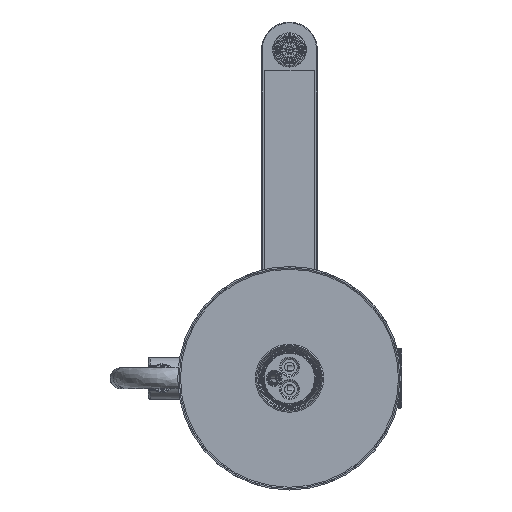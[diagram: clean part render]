
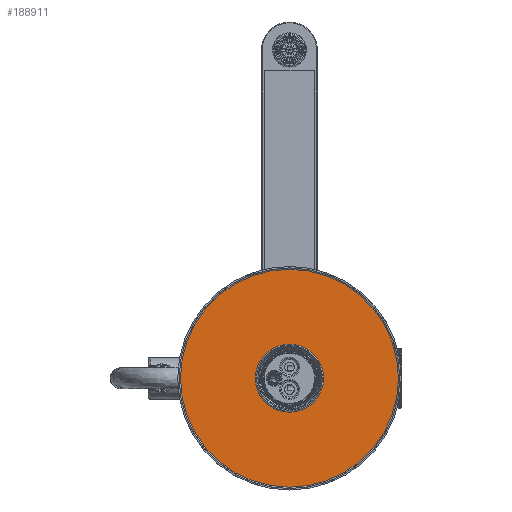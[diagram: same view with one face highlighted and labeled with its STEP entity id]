
A CAD part, front view. The second image highlights one B-rep face of the part: STEP entity #188911.
In plain terms, the highlighted planar face has unit normal (0, -1, 0).
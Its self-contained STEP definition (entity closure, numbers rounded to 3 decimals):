
#188451=CARTESIAN_POINT('',(0.,-721.,0.));
#188452=DIRECTION('',(0.,-1.,0.));
#188453=DIRECTION('',(1.,0.,0.));
#188454=AXIS2_PLACEMENT_3D('',#188451,#188452,#188453);
#188456=CARTESIAN_POINT('',(0.,-721.,0.));
#188457=DIRECTION('',(0.,-1.,0.));
#188458=DIRECTION('',(-1.,0.,0.));
#188459=AXIS2_PLACEMENT_3D('',#188456,#188457,#188458);
#188461=CARTESIAN_POINT('',(0.,-721.,0.));
#188462=DIRECTION('',(0.,1.,0.));
#188463=DIRECTION('',(-1.,0.,0.));
#188464=AXIS2_PLACEMENT_3D('',#188461,#188462,#188463);
#188466=CARTESIAN_POINT('',(0.,-721.,0.));
#188467=DIRECTION('',(0.,1.,0.));
#188468=DIRECTION('',(1.,0.,-0.022));
#188469=AXIS2_PLACEMENT_3D('',#188466,#188467,#188468);
#188471=CARTESIAN_POINT('',(0.,-721.,0.));
#188472=DIRECTION('',(0.,1.,0.));
#188473=DIRECTION('',(1.,0.,0.));
#188474=AXIS2_PLACEMENT_3D('',#188471,#188472,#188473);
#188476=CARTESIAN_POINT('',(0.,-721.,0.));
#188477=DIRECTION('',(0.,1.,0.));
#188478=DIRECTION('',(-1.,0.,0.022));
#188479=AXIS2_PLACEMENT_3D('',#188476,#188477,#188478);
#188496=CARTESIAN_POINT('',(0.,-721.,0.));
#188497=DIRECTION('',(0.,1.,0.));
#188498=DIRECTION('',(-1.,0.,0.));
#188499=AXIS2_PLACEMENT_3D('',#188496,#188497,#188498);
#188516=CARTESIAN_POINT('',(0.,-721.,0.));
#188517=DIRECTION('',(0.,1.,0.));
#188518=DIRECTION('',(1.,0.,0.));
#188519=AXIS2_PLACEMENT_3D('',#188516,#188517,#188518);
#188552=CARTESIAN_POINT('',(78.,-721.,0.));
#188553=VERTEX_POINT('',#188552);
#188554=CARTESIAN_POINT('',(-78.,-721.,0.));
#188555=CARTESIAN_POINT('',(77.999,-721.,-0.338));
#188556=VERTEX_POINT('',#188554);
#188557=VERTEX_POINT('',#188555);
#188558=CARTESIAN_POINT('',(-77.999,-721.,0.338));
#188559=VERTEX_POINT('',#188558);
#188562=CARTESIAN_POINT('',(-23.458,-721.,0.515));
#188563=CARTESIAN_POINT('',(23.464,-721.,0.));
#188564=VERTEX_POINT('',#188562);
#188565=VERTEX_POINT('',#188563);
#188566=CARTESIAN_POINT('',(-23.464,-721.,0.));
#188567=VERTEX_POINT('',#188566);
#188568=CARTESIAN_POINT('',(23.458,-721.,-0.515));
#188569=VERTEX_POINT('',#188568);
#188890=CARTESIAN_POINT('',(0.,-721.,0.));
#188891=DIRECTION('',(0.,1.,0.));
#188892=DIRECTION('',(1.,0.,0.));
#188893=AXIS2_PLACEMENT_3D('',#188890,#188891,#188892);
#188894=PLANE('',#188893);
#188896=ORIENTED_EDGE('',*,*,#188895,.F.);
#188898=ORIENTED_EDGE('',*,*,#188897,.T.);
#188900=ORIENTED_EDGE('',*,*,#188899,.F.);
#188902=ORIENTED_EDGE('',*,*,#188901,.T.);
#188903=EDGE_LOOP('',(#188896,#188898,#188900,#188902));
#188904=FACE_OUTER_BOUND('',#188903,.F.);
#188905=ORIENTED_EDGE('',*,*,#188878,.F.);
#188906=ORIENTED_EDGE('',*,*,#188859,.F.);
#188907=ORIENTED_EDGE('',*,*,#188857,.F.);
#188908=ORIENTED_EDGE('',*,*,#188880,.F.);
#188909=EDGE_LOOP('',(#188905,#188906,#188907,#188908));
#188910=FACE_BOUND('',#188909,.F.);
#188911=ADVANCED_FACE('',(#188904,#188910),#188894,.F.);
#188455=CIRCLE('',#188454,78.);
#188460=CIRCLE('',#188459,78.);
#188465=CIRCLE('',#188464,23.464);
#188470=CIRCLE('',#188469,23.464);
#188475=CIRCLE('',#188474,23.464);
#188480=CIRCLE('',#188479,23.464);
#188500=CIRCLE('',#188499,78.);
#188520=CIRCLE('',#188519,78.);
#188857=EDGE_CURVE('',#188565,#188569,#188475,.T.);
#188859=EDGE_CURVE('',#188569,#188567,#188470,.T.);
#188878=EDGE_CURVE('',#188567,#188564,#188465,.T.);
#188880=EDGE_CURVE('',#188564,#188565,#188480,.T.);
#188895=EDGE_CURVE('',#188553,#188559,#188455,.T.);
#188897=EDGE_CURVE('',#188553,#188557,#188520,.T.);
#188899=EDGE_CURVE('',#188556,#188557,#188460,.T.);
#188901=EDGE_CURVE('',#188556,#188559,#188500,.T.);
